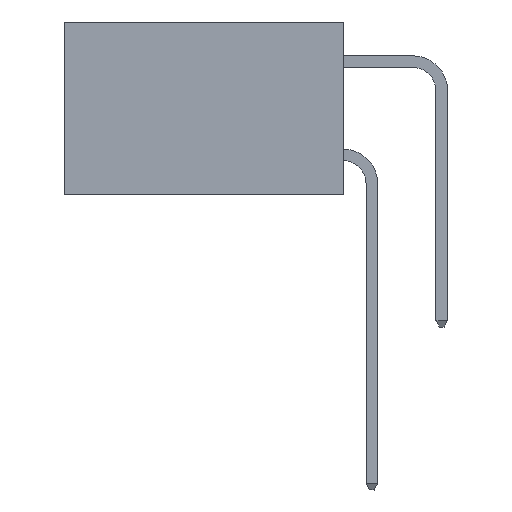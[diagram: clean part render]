
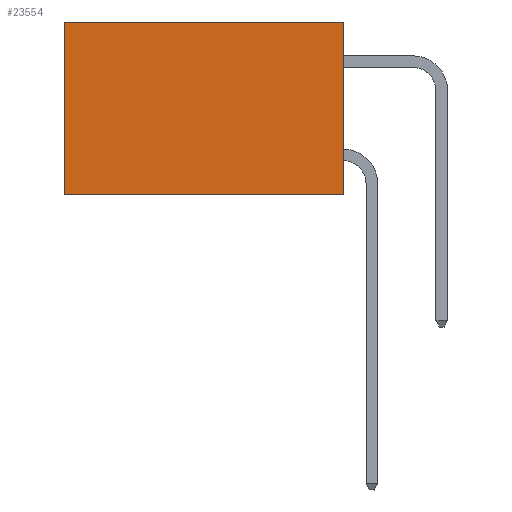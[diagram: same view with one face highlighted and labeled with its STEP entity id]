
A CAD part, left-side view. The second image highlights one B-rep face of the part: STEP entity #23554.
In plain terms, the highlighted planar face has unit normal (-1, 0, 0).
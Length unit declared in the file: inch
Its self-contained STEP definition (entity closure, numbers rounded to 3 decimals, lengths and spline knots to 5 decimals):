
#668 = CARTESIAN_POINT ( 'NONE',  ( 0.298, 0., -0.37 ) ) ;
#1097 = VERTEX_POINT ( 'NONE', #18757 ) ;
#1212 = ORIENTED_EDGE ( 'NONE', *, *, #29432, .F. ) ;
#1793 = DIRECTION ( 'NONE',  ( 1., 0., 0. ) ) ;
#2619 = FACE_OUTER_BOUND ( 'NONE', #2827, .T. ) ;
#2827 = EDGE_LOOP ( 'NONE', ( #26048, #12220, #1212, #6134 ) ) ;
#4052 = CARTESIAN_POINT ( 'NONE',  ( 0.298, 0., 0. ) ) ;
#4258 = VERTEX_POINT ( 'NONE', #23264 ) ;
#5286 = CARTESIAN_POINT ( 'NONE',  ( 0.298, 0., 0. ) ) ;
#6134 = ORIENTED_EDGE ( 'NONE', *, *, #25706, .T. ) ;
#7929 = CARTESIAN_POINT ( 'NONE',  ( 0.298, 0., 0. ) ) ;
#8959 = CARTESIAN_POINT ( 'NONE',  ( 0.298, 0.6, 0. ) ) ;
#9775 = VERTEX_POINT ( 'NONE', #5286 ) ;
#10295 = VECTOR ( 'NONE', #19640, 39.37008 ) ;
#11439 = DIRECTION ( 'NONE',  ( 0., 1., 0. ) ) ;
#12220 = ORIENTED_EDGE ( 'NONE', *, *, #17980, .F. ) ;
#14267 = AXIS2_PLACEMENT_3D ( 'NONE', #4052, #1793, #18185 ) ;
#15724 = VECTOR ( 'NONE', #11439, 39.37008 ) ;
#16478 = CARTESIAN_POINT ( 'NONE',  ( 0.298, 0.6, 0. ) ) ;
#17168 = VECTOR ( 'NONE', #21745, 39.37008 ) ;
#17980 = EDGE_CURVE ( 'NONE', #4258, #1097, #24053, .T. ) ;
#18185 = DIRECTION ( 'NONE',  ( 0., 0., -1. ) ) ;
#18757 = CARTESIAN_POINT ( 'NONE',  ( 0.298, 0.6, -0.37 ) ) ;
#18774 = DIRECTION ( 'NONE',  ( 0., 0., -1. ) ) ;
#19038 = VERTEX_POINT ( 'NONE', #8959 ) ;
#19640 = DIRECTION ( 'NONE',  ( 0., 0., -1. ) ) ;
#21745 = DIRECTION ( 'NONE',  ( 0., 1., 0. ) ) ;
#23264 = CARTESIAN_POINT ( 'NONE',  ( 0.298, 0., -0.37 ) ) ;
#23554 = ADVANCED_FACE ( 'NONE', ( #2619 ), #27419, .F. ) ;
#23603 = LINE ( 'NONE', #16478, #28283 ) ;
#24053 = LINE ( 'NONE', #668, #17168 ) ;
#25415 = CARTESIAN_POINT ( 'NONE',  ( 0.298, 0., 0. ) ) ;
#25706 = EDGE_CURVE ( 'NONE', #9775, #19038, #27323, .T. ) ;
#26048 = ORIENTED_EDGE ( 'NONE', *, *, #26836, .T. ) ;
#26836 = EDGE_CURVE ( 'NONE', #19038, #1097, #23603, .T. ) ;
#27323 = LINE ( 'NONE', #25415, #15724 ) ;
#27419 = PLANE ( 'NONE',  #14267 ) ;
#28283 = VECTOR ( 'NONE', #18774, 39.37008 ) ;
#28840 = LINE ( 'NONE', #7929, #10295 ) ;
#29432 = EDGE_CURVE ( 'NONE', #9775, #4258, #28840, .T. ) ;
